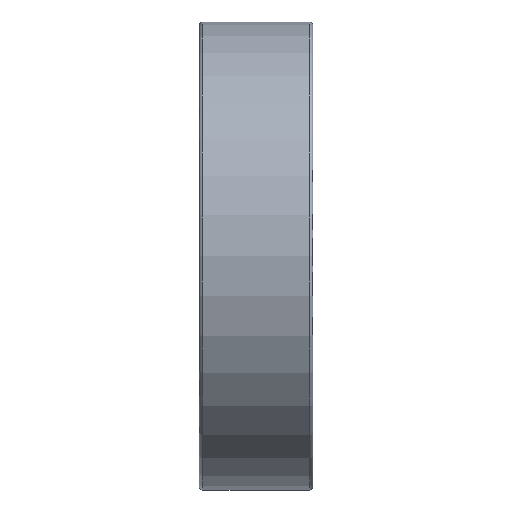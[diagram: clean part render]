
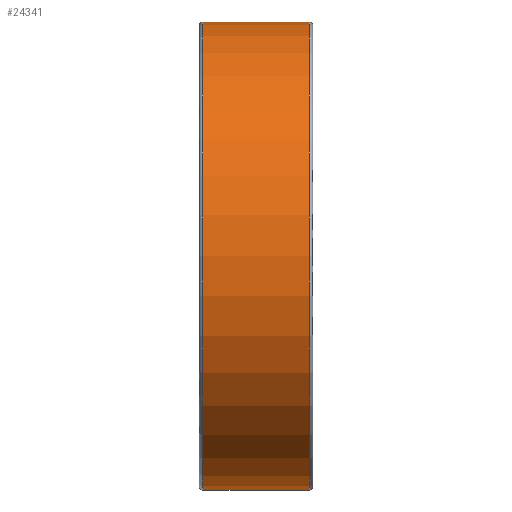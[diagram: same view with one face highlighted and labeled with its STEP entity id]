
A CAD part, top view. The second image highlights one B-rep face of the part: STEP entity #24341.
In plain terms, the highlighted cylindrical face has radius 18.5 mm (diameter 37 mm), a partial arc.
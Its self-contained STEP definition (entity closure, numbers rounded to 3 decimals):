
#13912=DIRECTION('',(-1.,0.,0.));
#13913=VECTOR('',#13912,8.4);
#13914=CARTESIAN_POINT('',(4.2,18.5,0.));
#13915=LINE('',#13914,#13913);
#13919=DIRECTION('',(-1.,0.,0.));
#13920=VECTOR('',#13919,8.4);
#13921=CARTESIAN_POINT('',(4.2,-18.5,0.));
#13922=LINE('',#13921,#13920);
#13934=CARTESIAN_POINT('',(4.2,0.,0.));
#13935=DIRECTION('',(1.,0.,0.));
#13936=DIRECTION('',(0.,1.,0.));
#13937=AXIS2_PLACEMENT_3D('',#13934,#13935,#13936);
#13942=CARTESIAN_POINT('',(-4.2,0.,0.));
#13943=DIRECTION('',(1.,0.,0.));
#13944=DIRECTION('',(0.,1.,0.));
#13945=AXIS2_PLACEMENT_3D('',#13942,#13943,#13944);
#21065=CARTESIAN_POINT('',(4.2,18.5,0.));
#21066=CARTESIAN_POINT('',(-4.2,18.5,0.));
#21067=VERTEX_POINT('',#21065);
#21068=VERTEX_POINT('',#21066);
#21077=CARTESIAN_POINT('',(4.2,-18.5,0.));
#21078=CARTESIAN_POINT('',(-4.2,-18.5,0.));
#21079=VERTEX_POINT('',#21077);
#21080=VERTEX_POINT('',#21078);
#24329=CARTESIAN_POINT('',(-4.95,0.,0.));
#24330=DIRECTION('',(1.,0.,0.));
#24331=DIRECTION('',(0.,-1.,0.));
#24332=AXIS2_PLACEMENT_3D('',#24329,#24330,#24331);
#24333=CYLINDRICAL_SURFACE('',#24332,18.5);
#24334=ORIENTED_EDGE('',*,*,#24319,.F.);
#24335=ORIENTED_EDGE('',*,*,#24296,.T.);
#24336=ORIENTED_EDGE('',*,*,#24323,.T.);
#24338=ORIENTED_EDGE('',*,*,#24337,.F.);
#24339=EDGE_LOOP('',(#24334,#24335,#24336,#24338));
#24340=FACE_OUTER_BOUND('',#24339,.F.);
#13938=CIRCLE('',#13937,18.5);
#13946=CIRCLE('',#13945,18.5);
#24296=EDGE_CURVE('',#21067,#21079,#13938,.T.);
#24319=EDGE_CURVE('',#21067,#21068,#13915,.T.);
#24323=EDGE_CURVE('',#21079,#21080,#13922,.T.);
#24337=EDGE_CURVE('',#21068,#21080,#13946,.T.);
#24341=ADVANCED_FACE('',(#24340),#24333,.T.);
